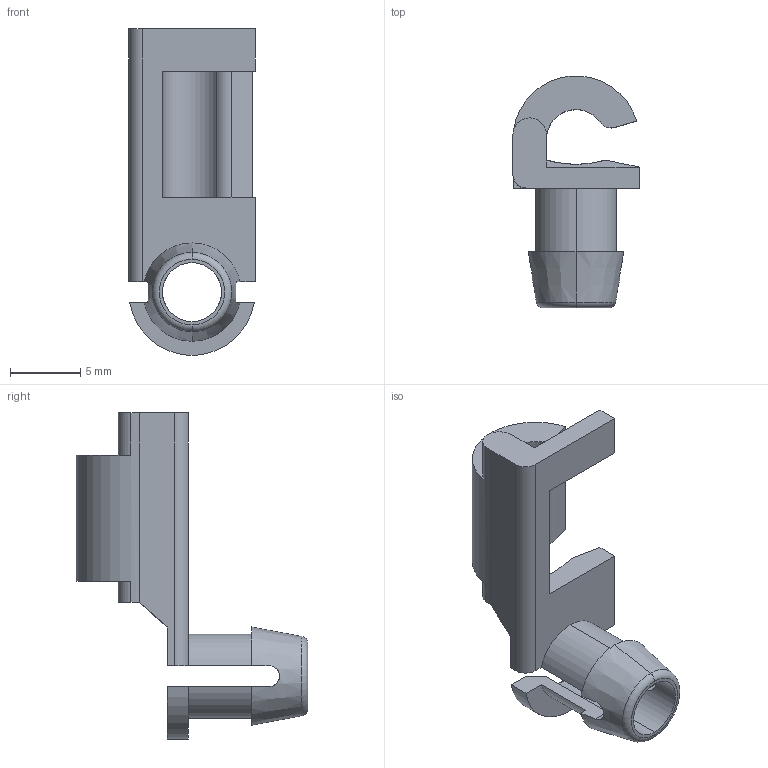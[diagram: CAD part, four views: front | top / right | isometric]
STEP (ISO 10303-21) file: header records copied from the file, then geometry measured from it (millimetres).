
FILE_DESCRIPTION (( 'STEP AP203' ), '1' );
FILE_NAME ('AC-25-Q-4.STEP', '2008-09-18T10:21:05', ( ' ' ), ( ' ' ), 'SwSTEP 2.0', 'SolidWorks 2007', '' );
FILE_SCHEMA (( 'CONFIG_CONTROL_DESIGN' ));
Length unit declared in the file: millimetre
Products named in the file (1): AC-25-Q-4
Bounding box: 9 x 16.49 x 23.23 mm (x, y, z)
Volume: 577.4 mm3; surface area: 921.9 mm2
Topology: 1 solids, 1 shells, 51 faces, 144 edges, 94 vertices
Faces by surface type: plane 27, cylinder 17, cone 5, torus 2
Entity records: 1796 total; most frequent: CARTESIAN_POINT 389, ORIENTED_EDGE 288, DIRECTION 275, EDGE_CURVE 144, AXIS2_PLACEMENT_3D 96, VERTEX_POINT 94, VECTOR 83, LINE 83
